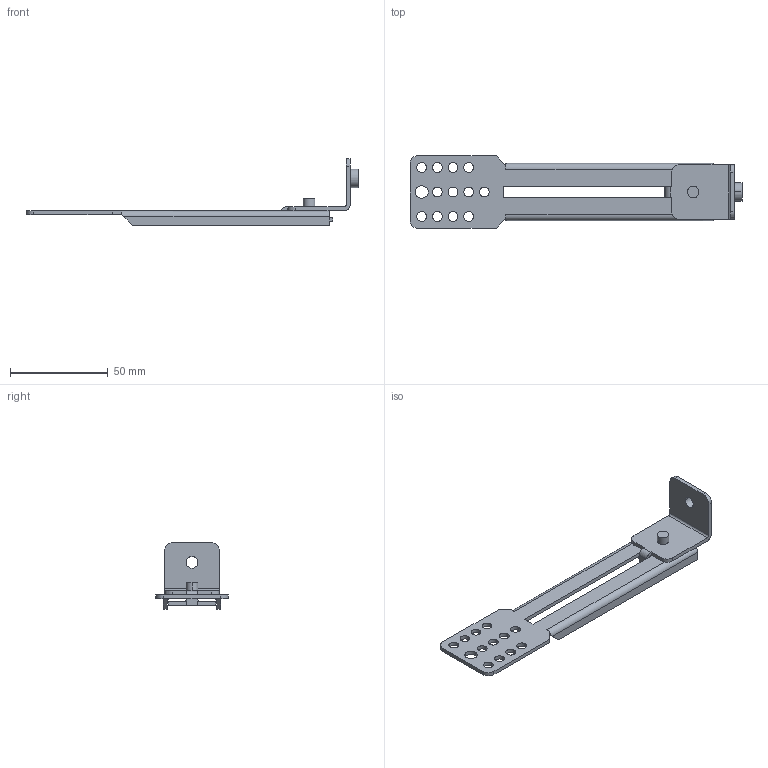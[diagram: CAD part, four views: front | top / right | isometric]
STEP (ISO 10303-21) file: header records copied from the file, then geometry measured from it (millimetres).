
FILE_DESCRIPTION((''),'2;1');
FILE_NAME('ASM0001_ASM','2023-01-26T12:54:10',('klemen.sitar'),('Audax d.o.o.'),'CREO PARAMETRIC BY PTC INC, 2021304','CREO PARAMETRIC BY PTC INC, 2021304','');
FILE_SCHEMA(('AP242_MANAGED_MODEL_BASED_3D_ENGINEERING_MIM_LF { 1 0 10303 442 1 1 4 }'));
Length unit declared in the file: millimetre
Products named in the file (4): OPEN_CASCADE_STEP_TRANSLATOR-29; PRT0003; OPEN_CASCADE_STEP_TRANSLAT-2617; ASM0001_ASM
Assembly tree (3 placements, depth 2):
  ASM0001_ASM
    OPEN_CASCADE_STEP_TRANSLATOR-29
    PRT0003
    OPEN_CASCADE_STEP_TRANSLAT-2617
Bounding box: 169.7 x 37 x 34.15 mm (x, y, z)
Volume: 14644.2 mm3; surface area: 16811.1 mm2
Topology: 3 solids, 3 shells, 99 faces, 271 edges, 182 vertices
Faces by surface type: cylinder 49, plane 48, torus 2
Entity records: 5383 total; most frequent: CARTESIAN_POINT 640, DIRECTION 591, ORIENTED_EDGE 538, PRESENTATION_STYLE_ASSIGNMENT 375, STYLED_ITEM 375, CURVE_STYLE 273, EDGE_CURVE 269, AXIS2_PLACEMENT_3D 214
